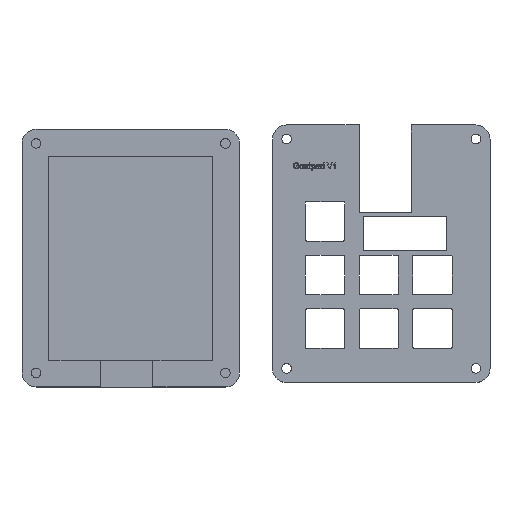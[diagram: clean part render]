
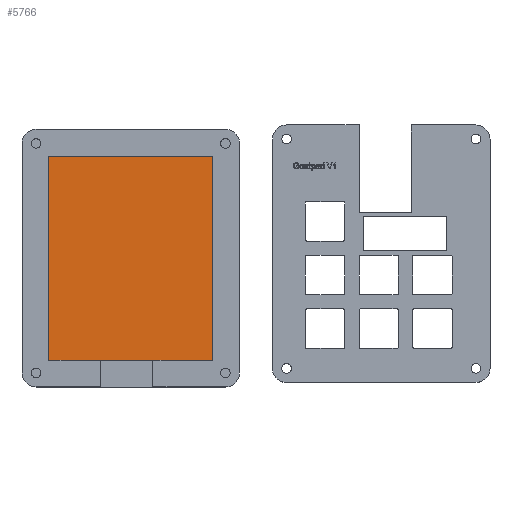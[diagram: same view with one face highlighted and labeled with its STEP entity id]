
A CAD part, top view. The second image highlights one B-rep face of the part: STEP entity #5766.
In plain terms, the highlighted planar face has unit normal (0, 0, 1).
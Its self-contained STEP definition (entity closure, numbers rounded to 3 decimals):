
#537=PLANE('',#6115);
#663=FACE_OUTER_BOUND('',#988,.T.);
#988=EDGE_LOOP('',(#3991,#3992,#3993,#3994));
#1367=LINE('',#7452,#1866);
#1369=LINE('',#7456,#1868);
#1370=LINE('',#7458,#1869);
#1371=LINE('',#7459,#1870);
#1866=VECTOR('',#6432,10.);
#1868=VECTOR('',#6436,10.);
#1869=VECTOR('',#6437,10.);
#1870=VECTOR('',#6438,10.);
#2452=VERTEX_POINT('',#7449);
#2453=VERTEX_POINT('',#7451);
#2454=VERTEX_POINT('',#7455);
#2455=VERTEX_POINT('',#7457);
#3063=EDGE_CURVE('',#2452,#2453,#1367,.T.);
#3065=EDGE_CURVE('',#2454,#2452,#1369,.T.);
#3066=EDGE_CURVE('',#2455,#2454,#1370,.T.);
#3067=EDGE_CURVE('',#2453,#2455,#1371,.T.);
#3991=ORIENTED_EDGE('',*,*,#3063,.F.);
#3992=ORIENTED_EDGE('',*,*,#3065,.F.);
#3993=ORIENTED_EDGE('',*,*,#3066,.F.);
#3994=ORIENTED_EDGE('',*,*,#3067,.F.);
#5766=ADVANCED_FACE('',(#663),#537,.T.);
#6115=AXIS2_PLACEMENT_3D('',#7454,#6434,#6435);
#6432=DIRECTION('',(-1.,0.,0.));
#6434=DIRECTION('center_axis',(0.,0.,1.));
#6435=DIRECTION('ref_axis',(1.,0.,0.));
#6436=DIRECTION('',(0.,-1.,0.));
#6437=DIRECTION('',(1.,0.,0.));
#6438=DIRECTION('',(0.,1.,0.));
#7449=CARTESIAN_POINT('',(-30.33,-77.884,1.));
#7451=CARTESIAN_POINT('',(-88.53,-77.884,1.));
#7452=CARTESIAN_POINT('',(-44.88,-77.884,1.));
#7454=CARTESIAN_POINT('Origin',(-59.43,-41.684,1.));
#7455=CARTESIAN_POINT('',(-30.33,-5.484,1.));
#7456=CARTESIAN_POINT('',(-30.33,-23.584,1.));
#7457=CARTESIAN_POINT('',(-88.53,-5.484,1.));
#7458=CARTESIAN_POINT('',(-73.98,-5.484,1.));
#7459=CARTESIAN_POINT('',(-88.53,-59.784,1.));
